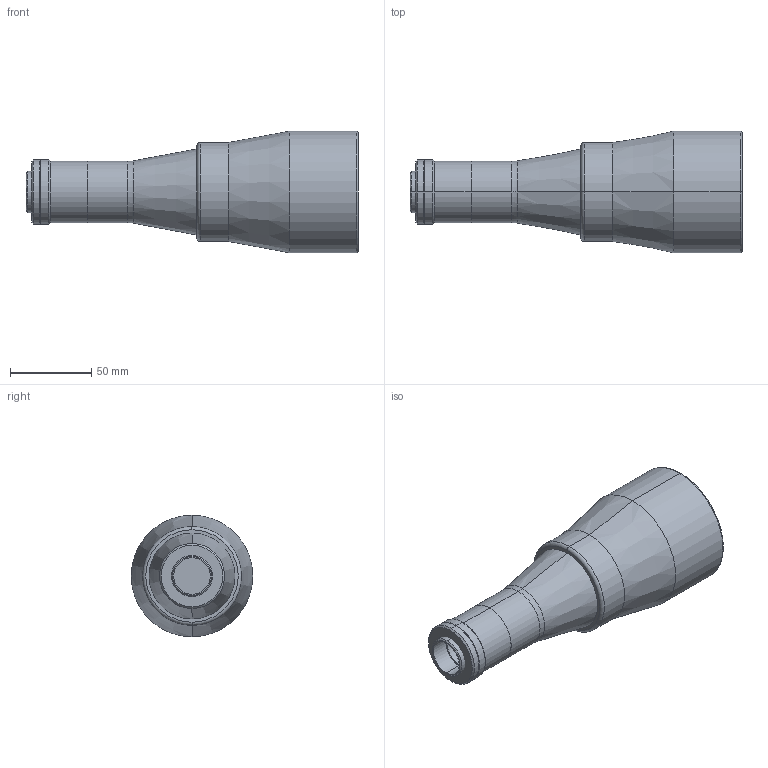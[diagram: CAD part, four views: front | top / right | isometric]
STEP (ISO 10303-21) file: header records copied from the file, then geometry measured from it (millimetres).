
FILE_DESCRIPTION (( 'STEP AP214' ), '1' );
FILE_NAME ('TC23048.STEP', '2012-03-13T13:46:10', ( '--' ), ( '' ), 'SwSTEP 2.0', 'SolidWorks 2012', '' );
FILE_SCHEMA (( 'AUTOMOTIVE_DESIGN' ));
Length unit declared in the file: millimetre
Products named in the file (1): TC23048
Bounding box: 204.72 x 75 x 75 mm (x, y, z)
Volume: 99187.9 mm3; surface area: 93628 mm2
Topology: 10 solids, 10 shells, 148 faces, 349 edges, 218 vertices
Faces by surface type: cylinder 76, plane 33, cone 31, torus 6, sphere 2
Entity records: 5893 total; most frequent: DIRECTION 839, CARTESIAN_POINT 749, ORIENTED_EDGE 686, AXIS2_PLACEMENT_3D 356, EDGE_CURVE 343, VERTEX_POINT 218, CIRCLE 207, EDGE_LOOP 181
